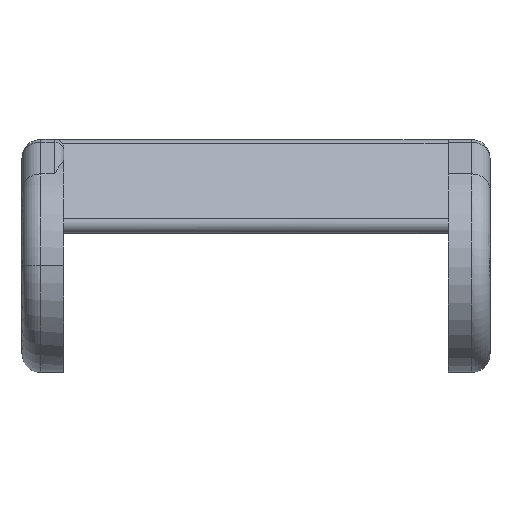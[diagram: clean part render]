
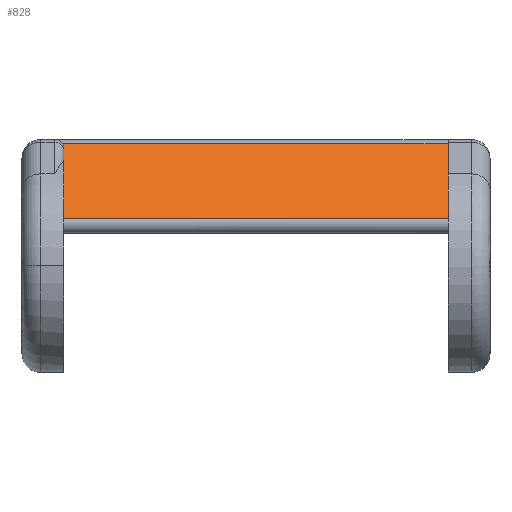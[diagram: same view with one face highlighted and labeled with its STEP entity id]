
A CAD part, top view. The second image highlights one B-rep face of the part: STEP entity #828.
In plain terms, the highlighted planar face has unit normal (0, 0.574, 0.819).
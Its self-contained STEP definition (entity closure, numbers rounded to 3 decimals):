
#141 = VECTOR ( 'NONE', #3009, 1000. ) ;
#172 = EDGE_CURVE ( 'NONE', #2904, #3692, #2724, .T. ) ;
#206 =( BOUNDED_CURVE ( )  B_SPLINE_CURVE ( 3, ( #4179, #2970, #2100, #4151 ),
 .UNSPECIFIED., .F., .F. ) 
 B_SPLINE_CURVE_WITH_KNOTS ( ( 4, 4 ),
 ( 0.96, 1.571 ),
 .UNSPECIFIED. ) 
 CURVE ( )  GEOMETRIC_REPRESENTATION_ITEM ( )  RATIONAL_B_SPLINE_CURVE ( ( 1., 0.969, 0.969, 1. ) ) 
 REPRESENTATION_ITEM ( '' )  );
#414 = ORIENTED_EDGE ( 'NONE', *, *, #3778, .F. ) ;
#486 = EDGE_CURVE ( 'NONE', #2333, #2904, #3783, .T. ) ;
#689 = ORIENTED_EDGE ( 'NONE', *, *, #2064, .T. ) ;
#706 = VERTEX_POINT ( 'NONE', #5061 ) ;
#828 = ADVANCED_FACE ( 'NONE', ( #2846 ), #4007, .F. ) ;
#961 = CARTESIAN_POINT ( 'NONE',  ( -8.447, 12.405, -22.342 ) ) ;
#1095 = DIRECTION ( 'NONE',  ( 1., 0., 0. ) ) ;
#1196 = DIRECTION ( 'NONE',  ( 0., -0.574, -0.819 ) ) ;
#1670 = EDGE_CURVE ( 'NONE', #3692, #706, #3647, .T. ) ;
#1681 = CARTESIAN_POINT ( 'NONE',  ( -8.447, 6.533, -18.23 ) ) ;
#1763 = DIRECTION ( 'NONE',  ( -1., 0., 0. ) ) ;
#1998 = CARTESIAN_POINT ( 'NONE',  ( -8.447, 13.405, -23.042 ) ) ;
#2064 = EDGE_CURVE ( 'NONE', #2480, #3337, #206, .T. ) ;
#2076 = EDGE_LOOP ( 'NONE', ( #4395, #3293, #689, #414, #3083, #3183 ) ) ;
#2100 = CARTESIAN_POINT ( 'NONE',  ( -8.447, 12.612, -22.487 ) ) ;
#2333 = VERTEX_POINT ( 'NONE', #2374 ) ;
#2374 = CARTESIAN_POINT ( 'NONE',  ( -8.447, 7.425, -18.855 ) ) ;
#2457 = VECTOR ( 'NONE', #1763, 1000. ) ;
#2480 = VERTEX_POINT ( 'NONE', #4491 ) ;
#2517 = CARTESIAN_POINT ( 'NONE',  ( 32.753, 13.405, -23.042 ) ) ;
#2544 = LINE ( 'NONE', #3013, #2457 ) ;
#2724 = LINE ( 'NONE', #3959, #5067 ) ;
#2796 = DIRECTION ( 'NONE',  ( 0., 0.819, -0.574 ) ) ;
#2846 = FACE_OUTER_BOUND ( 'NONE', #2076, .T. ) ;
#2904 = VERTEX_POINT ( 'NONE', #4962 ) ;
#2970 = CARTESIAN_POINT ( 'NONE',  ( -8.509, 12.809, -22.625 ) ) ;
#3009 = DIRECTION ( 'NONE',  ( 0., 0.819, -0.574 ) ) ;
#3013 = CARTESIAN_POINT ( 'NONE',  ( -9.447, 12.979, -22.744 ) ) ;
#3083 = ORIENTED_EDGE ( 'NONE', *, *, #486, .T. ) ;
#3183 = ORIENTED_EDGE ( 'NONE', *, *, #172, .T. ) ;
#3247 = AXIS2_PLACEMENT_3D ( 'NONE', #1998, #1196, #2796 ) ;
#3293 = ORIENTED_EDGE ( 'NONE', *, *, #4695, .T. ) ;
#3312 = LINE ( 'NONE', #4050, #141 ) ;
#3337 = VERTEX_POINT ( 'NONE', #961 ) ;
#3647 = LINE ( 'NONE', #2517, #3722 ) ;
#3692 = VERTEX_POINT ( 'NONE', #3738 ) ;
#3700 = DIRECTION ( 'NONE',  ( 0., 0.819, -0.574 ) ) ;
#3722 = VECTOR ( 'NONE', #3700, 1000. ) ;
#3738 = CARTESIAN_POINT ( 'NONE',  ( 32.753, 4.979, -17.142 ) ) ;
#3778 = EDGE_CURVE ( 'NONE', #2333, #3337, #3312, .T. ) ;
#3783 =( BOUNDED_CURVE ( )  B_SPLINE_CURVE ( 3, ( #4783, #1681, #4034, #4392 ),
 .UNSPECIFIED., .F., .F. ) 
 B_SPLINE_CURVE_WITH_KNOTS ( ( 4, 4 ),
 ( 4.712, 5.366 ),
 .UNSPECIFIED. ) 
 CURVE ( )  GEOMETRIC_REPRESENTATION_ITEM ( )  RATIONAL_B_SPLINE_CURVE ( ( 1., 0.965, 0.965, 1. ) ) 
 REPRESENTATION_ITEM ( '' )  );
#3959 = CARTESIAN_POINT ( 'NONE',  ( -8.447, 4.979, -17.142 ) ) ;
#4007 = PLANE ( 'NONE',  #3247 ) ;
#4034 = CARTESIAN_POINT ( 'NONE',  ( -8.518, 5.688, -17.638 ) ) ;
#4050 = CARTESIAN_POINT ( 'NONE',  ( -8.447, 13.405, -23.042 ) ) ;
#4151 = CARTESIAN_POINT ( 'NONE',  ( -8.447, 12.405, -22.342 ) ) ;
#4179 = CARTESIAN_POINT ( 'NONE',  ( -8.627, 12.979, -22.744 ) ) ;
#4392 = CARTESIAN_POINT ( 'NONE',  ( -8.652, 4.979, -17.142 ) ) ;
#4395 = ORIENTED_EDGE ( 'NONE', *, *, #1670, .T. ) ;
#4491 = CARTESIAN_POINT ( 'NONE',  ( -8.627, 12.979, -22.744 ) ) ;
#4695 = EDGE_CURVE ( 'NONE', #706, #2480, #2544, .T. ) ;
#4783 = CARTESIAN_POINT ( 'NONE',  ( -8.447, 7.425, -18.855 ) ) ;
#4962 = CARTESIAN_POINT ( 'NONE',  ( -8.652, 4.979, -17.142 ) ) ;
#5061 = CARTESIAN_POINT ( 'NONE',  ( 32.753, 12.979, -22.744 ) ) ;
#5067 = VECTOR ( 'NONE', #1095, 1000. ) ;
